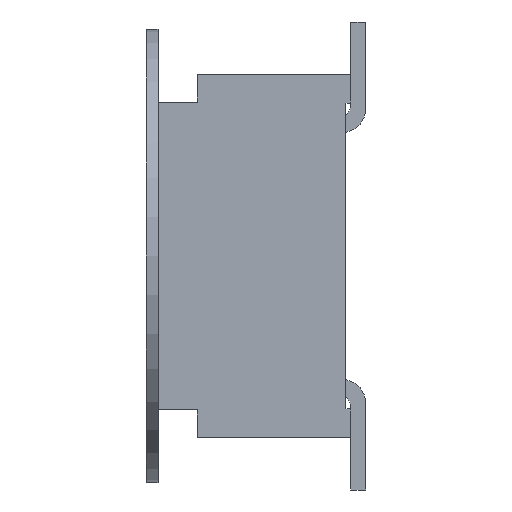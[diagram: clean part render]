
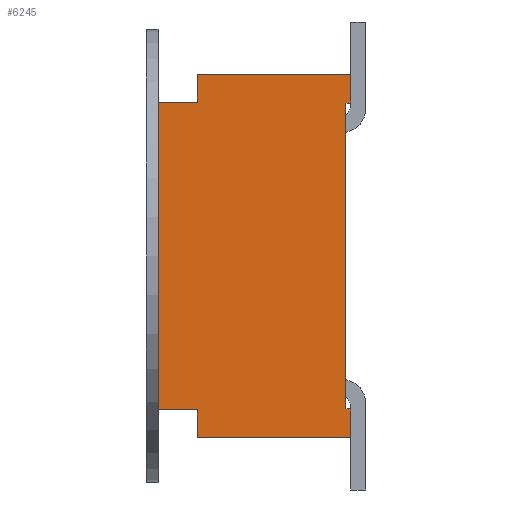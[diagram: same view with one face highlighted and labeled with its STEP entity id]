
A CAD part, left-side view. The second image highlights one B-rep face of the part: STEP entity #6245.
In plain terms, the highlighted planar face has unit normal (-1, 0, 0).
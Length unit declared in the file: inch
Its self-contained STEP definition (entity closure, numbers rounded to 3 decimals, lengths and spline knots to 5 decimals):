
#156=ORIENTED_EDGE('',*,*,#1972,.T.);
#157=ORIENTED_EDGE('',*,*,#1973,.T.);
#158=ORIENTED_EDGE('',*,*,#1974,.F.);
#159=ORIENTED_EDGE('',*,*,#1975,.T.);
#160=ORIENTED_EDGE('',*,*,#1976,.T.);
#161=ORIENTED_EDGE('',*,*,#1977,.T.);
#162=ORIENTED_EDGE('',*,*,#1978,.T.);
#163=ORIENTED_EDGE('',*,*,#1979,.T.);
#164=ORIENTED_EDGE('',*,*,#1980,.T.);
#165=ORIENTED_EDGE('',*,*,#1981,.T.);
#166=ORIENTED_EDGE('',*,*,#1982,.T.);
#167=ORIENTED_EDGE('',*,*,#1983,.F.);
#1972=EDGE_CURVE('',#2880,#2881,#3448,.T.);
#1973=EDGE_CURVE('',#2881,#2882,#3449,.T.);
#1974=EDGE_CURVE('',#2883,#2882,#3450,.T.);
#1975=EDGE_CURVE('',#2883,#2884,#3451,.T.);
#1976=EDGE_CURVE('',#2884,#2885,#3452,.T.);
#1977=EDGE_CURVE('',#2885,#2886,#3453,.T.);
#1978=EDGE_CURVE('',#2886,#2887,#3454,.T.);
#1979=EDGE_CURVE('',#2887,#2888,#3455,.T.);
#1980=EDGE_CURVE('',#2888,#2889,#3456,.T.);
#1981=EDGE_CURVE('',#2889,#2890,#3457,.T.);
#1982=EDGE_CURVE('',#2890,#2891,#3458,.T.);
#1983=EDGE_CURVE('',#2880,#2891,#3459,.T.);
#2880=VERTEX_POINT('',#8810);
#2881=VERTEX_POINT('',#8811);
#2882=VERTEX_POINT('',#8813);
#2883=VERTEX_POINT('',#8815);
#2884=VERTEX_POINT('',#8817);
#2885=VERTEX_POINT('',#8819);
#2886=VERTEX_POINT('',#8821);
#2887=VERTEX_POINT('',#8823);
#2888=VERTEX_POINT('',#8825);
#2889=VERTEX_POINT('',#8827);
#2890=VERTEX_POINT('',#8829);
#2891=VERTEX_POINT('',#8831);
#3448=LINE('',#8809,#4276);
#3449=LINE('',#8812,#4277);
#3450=LINE('',#8814,#4278);
#3451=LINE('',#8816,#4279);
#3452=LINE('',#8818,#4280);
#3453=LINE('',#8820,#4281);
#3454=LINE('',#8822,#4282);
#3455=LINE('',#8824,#4283);
#3456=LINE('',#8826,#4284);
#3457=LINE('',#8828,#4285);
#3458=LINE('',#8830,#4286);
#3459=LINE('',#8832,#4287);
#4276=VECTOR('',#7093,39.37008);
#4277=VECTOR('',#7094,39.37008);
#4278=VECTOR('',#7095,39.37008);
#4279=VECTOR('',#7096,39.37008);
#4280=VECTOR('',#7097,39.37008);
#4281=VECTOR('',#7098,39.37008);
#4282=VECTOR('',#7099,39.37008);
#4283=VECTOR('',#7100,39.37008);
#4284=VECTOR('',#7101,39.37008);
#4285=VECTOR('',#7102,39.37008);
#4286=VECTOR('',#7103,39.37008);
#4287=VECTOR('',#7104,39.37008);
#5104=EDGE_LOOP('',(#156,#157,#158,#159,#160,#161,#162,#163,#164,#165,#166,
#167));
#5514=FACE_BOUND('',#5104,.T.);
#5924=PLANE('',#6645);
#6245=ADVANCED_FACE('',(#5514),#5924,.F.);
#6645=AXIS2_PLACEMENT_3D('',#8808,#7091,#7092);
#7091=DIRECTION('',(1.,0.,0.));
#7092=DIRECTION('',(0.,0.,-1.));
#7093=DIRECTION('',(0.,0.,-1.));
#7094=DIRECTION('',(0.,1.,0.));
#7095=DIRECTION('',(0.,0.,1.));
#7096=DIRECTION('',(0.,-1.,0.));
#7097=DIRECTION('',(0.,0.,-1.));
#7098=DIRECTION('',(0.,-1.,0.));
#7099=DIRECTION('',(0.,0.,1.));
#7100=DIRECTION('',(0.,1.,0.));
#7101=DIRECTION('',(0.,0.,1.));
#7102=DIRECTION('',(0.,-1.,0.));
#7103=DIRECTION('',(0.,0.,1.));
#7104=DIRECTION('',(0.,-1.,0.));
#8808=CARTESIAN_POINT('',(0.,0.0835,-0.07875));
#8809=CARTESIAN_POINT('',(0.,0.0665,0.11675));
#8810=CARTESIAN_POINT('',(0.,0.0665,0.07875));
#8811=CARTESIAN_POINT('',(0.,0.0665,0.06675));
#8812=CARTESIAN_POINT('',(0.,0.0665,0.06675));
#8813=CARTESIAN_POINT('',(0.,0.0835,0.06675));
#8814=CARTESIAN_POINT('',(0.,0.0835,-0.07875));
#8815=CARTESIAN_POINT('',(0.,0.0835,-0.06675));
#8816=CARTESIAN_POINT('',(0.,0.0835,-0.06675));
#8817=CARTESIAN_POINT('',(0.,0.0665,-0.06675));
#8818=CARTESIAN_POINT('',(0.,0.0665,-0.06675));
#8819=CARTESIAN_POINT('',(0.,0.0665,-0.07875));
#8820=CARTESIAN_POINT('',(0.,0.0835,-0.07875));
#8821=CARTESIAN_POINT('',(0.,0.,-0.07875));
#8822=CARTESIAN_POINT('',(0.,0.,-0.07875));
#8823=CARTESIAN_POINT('',(0.,0.,-0.06635));
#8824=CARTESIAN_POINT('',(0.,0.,-0.06635));
#8825=CARTESIAN_POINT('',(0.,0.002,-0.06635));
#8826=CARTESIAN_POINT('',(0.,0.002,-0.06635));
#8827=CARTESIAN_POINT('',(0.,0.002,0.06635));
#8828=CARTESIAN_POINT('',(0.,0.002,0.06635));
#8829=CARTESIAN_POINT('',(0.,0.,0.06635));
#8830=CARTESIAN_POINT('',(0.,0.,-0.07875));
#8831=CARTESIAN_POINT('',(0.,0.,0.07875));
#8832=CARTESIAN_POINT('',(0.,0.0835,0.07875));
